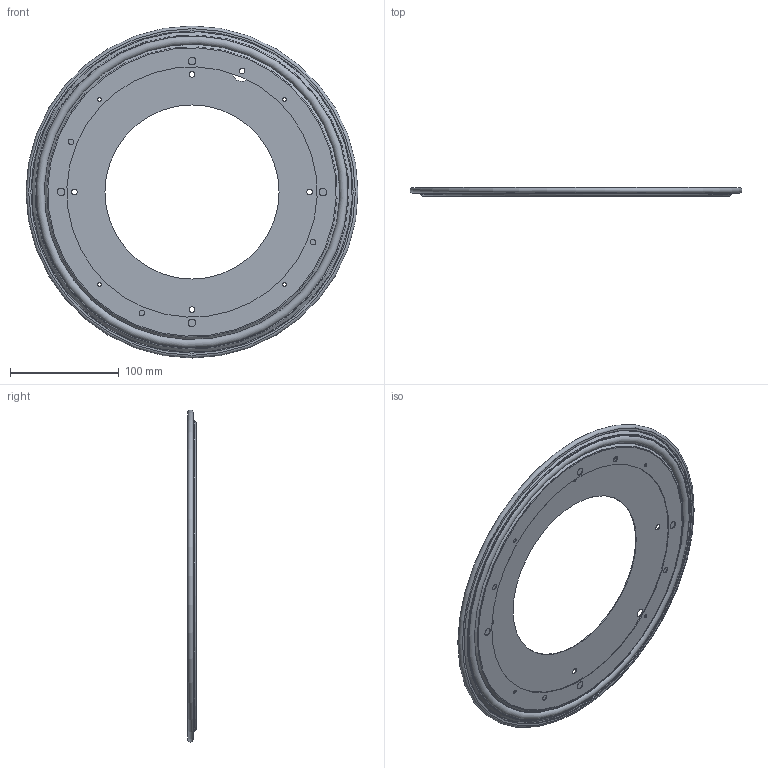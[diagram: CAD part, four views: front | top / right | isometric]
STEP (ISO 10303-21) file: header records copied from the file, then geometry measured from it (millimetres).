
FILE_DESCRIPTION((''),'2;1');
FILE_NAME('KDE 012.stp','2017-01-30T10:07:39',('bauer'),(''),'Autodesk Inventor 2012','Autodesk Inventor 2012','');
FILE_SCHEMA(('AUTOMOTIVE_DESIGN { 1 0 10303 214 1 1 1 1 }'));
Length unit declared in the file: millimetre
Products named in the file (1): Bauteil18
Bounding box: 305 x 8 x 305 mm (x, y, z)
Volume: 68895.5 mm3; surface area: 186585.1 mm2
Topology: 2 solids, 2 shells, 76 faces, 160 edges, 96 vertices
Faces by surface type: torus 30, cylinder 25, plane 13, cone 8
Full cylindrical faces by diameter (mm): 3.3 x4, 5.2 x8, 7.1 x4, 7.2 x4, 19 x1, 160 x1, 230 x1, 296 x1, 298 x1
Entity records: 1936 total; most frequent: DIRECTION 348, CARTESIAN_POINT 270, ORIENTED_EDGE 194, EDGE_LOOP 194, AXIS2_PLACEMENT_3D 174, FACE_BOUND 118, CIRCLE 97, EDGE_CURVE 97
